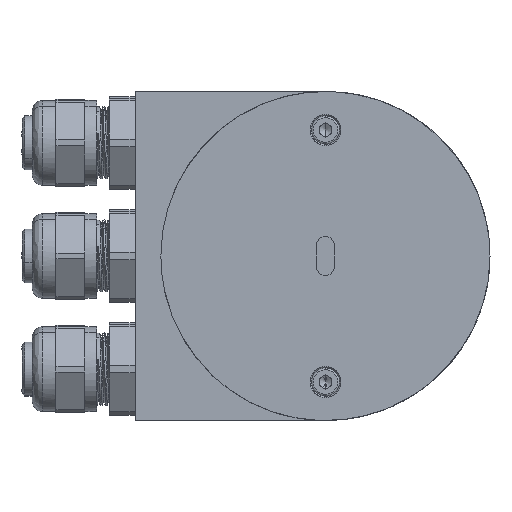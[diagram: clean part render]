
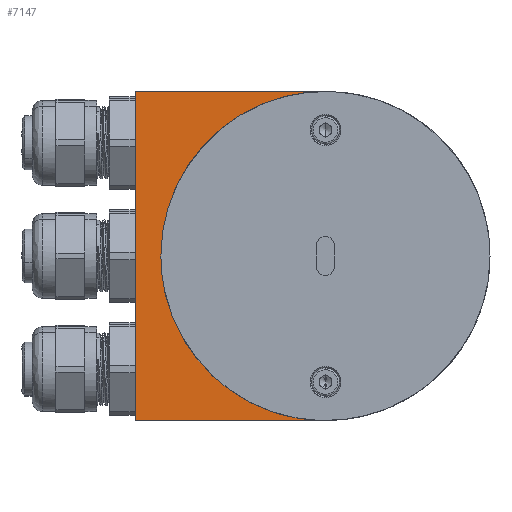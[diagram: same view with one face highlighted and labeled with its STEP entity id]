
A CAD part, front view. The second image highlights one B-rep face of the part: STEP entity #7147.
In plain terms, the highlighted planar face has unit normal (0, -1, 0).
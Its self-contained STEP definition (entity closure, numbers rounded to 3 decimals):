
#507 = CARTESIAN_POINT ( 'NONE',  ( -67.456, -33.651, -2.101 ) ) ;
#774 = CARTESIAN_POINT ( 'NONE',  ( -49.643, -33.651, -28.76 ) ) ;
#2838 = CARTESIAN_POINT ( 'NONE',  ( -72.456, -33.651, 10.667 ) ) ;
#3097 = CARTESIAN_POINT ( 'NONE',  ( -72.456, -33.651, 32. ) ) ;
#3395 = CARTESIAN_POINT ( 'NONE',  ( -56.598, -33.651, 24.113 ) ) ;
#5063 = CARTESIAN_POINT ( 'NONE',  ( -67.251, -33.651, -4.182 ) ) ;
#7147 = ADVANCED_FACE ( 'NONE', ( #45086 ), #32338, .T. ) ;
#11167 = VERTEX_POINT ( 'NONE', #32024 ) ;
#11672 = DIRECTION ( 'NONE',  ( 0., -1., 0. ) ) ;
#12119 = CARTESIAN_POINT ( 'NONE',  ( -63.23, -33.651, -16.032 ) ) ;
#12250 = VERTEX_POINT ( 'NONE', #30484 ) ;
#12315 = CARTESIAN_POINT ( 'NONE',  ( -66.432, -33.651, 8.303 ) ) ;
#14924 = ORIENTED_EDGE ( 'NONE', *, *, #33922, .T. ) ;
#15551 = CARTESIAN_POINT ( 'NONE',  ( -72.456, -33.651, -10.667 ) ) ;
#15860 = CARTESIAN_POINT ( 'NONE',  ( -65.824, -33.651, 10.305 ) ) ;
#16398 = CARTESIAN_POINT ( 'NONE',  ( -54.981, -33.651, 25.44 ) ) ;
#16749 = CARTESIAN_POINT ( 'NONE',  ( -60.896, -33.651, -19.525 ) ) ;
#19795 = CARTESIAN_POINT ( 'NONE',  ( -47.79, -33.651, 32. ) ) ;
#19938 = VERTEX_POINT ( 'NONE', #52814 ) ;
#19952 = CARTESIAN_POINT ( 'NONE',  ( -35.456, -33.651, 32. ) ) ;
#19998 = EDGE_LOOP ( 'NONE', ( #27816, #14924, #26972, #30239, #29335 ) ) ;
#20022 = CARTESIAN_POINT ( 'NONE',  ( -35.456, -33.651, -32. ) ) ;
#20190 = B_SPLINE_CURVE_WITH_KNOTS ( 'NONE', 3,
 ( #44947, #24032, #40613, #12315, #15860, #36045, #32460, #52537, #53316, #3395, #16398, #53053, #33005, #49008, #31937, #44148, #40079, #19952 ),
 .UNSPECIFIED., .F., .F.,
 ( 4, 2, 2, 2, 2, 2, 2, 2, 4 ),
 ( 0., 0.125, 0.25, 0.375, 0.5, 0.625, 0.75, 0.875, 1. ),
 .UNSPECIFIED. ) ;
#20517 = CARTESIAN_POINT ( 'NONE',  ( -47.79, -33.651, -32. ) ) ;
#21117 = CARTESIAN_POINT ( 'NONE',  ( -67.456, -33.651, 0. ) ) ;
#21361 = B_SPLINE_CURVE_WITH_KNOTS ( 'NONE', 3,
 ( #40302, #2838, #15551, #48428 ),
 .UNSPECIFIED., .F., .F.,
 ( 4, 4 ),
 ( 0., 1. ),
 .UNSPECIFIED. ) ;
#21644 = CARTESIAN_POINT ( 'NONE',  ( -56.598, -33.651, -24.113 ) ) ;
#23865 = CARTESIAN_POINT ( 'NONE',  ( -72.456, -33.651, 32. ) ) ;
#24032 = CARTESIAN_POINT ( 'NONE',  ( -67.456, -33.651, 2.101 ) ) ;
#24413 = CARTESIAN_POINT ( 'NONE',  ( -35.456, -33.651, 32. ) ) ;
#24598 = CARTESIAN_POINT ( 'NONE',  ( -72.456, -33.651, -32. ) ) ;
#24924 = CARTESIAN_POINT ( 'NONE',  ( -59.569, -33.651, -21.142 ) ) ;
#26972 = ORIENTED_EDGE ( 'NONE', *, *, #36546, .T. ) ;
#27816 = ORIENTED_EDGE ( 'NONE', *, *, #36191, .T. ) ;
#29335 = ORIENTED_EDGE ( 'NONE', *, *, #38667, .T. ) ;
#29536 = CARTESIAN_POINT ( 'NONE',  ( -66.431, -33.651, -8.303 ) ) ;
#30239 = ORIENTED_EDGE ( 'NONE', *, *, #48819, .T. ) ;
#30484 = CARTESIAN_POINT ( 'NONE',  ( -35.456, -33.651, -32. ) ) ;
#31281 = B_SPLINE_CURVE_WITH_KNOTS ( 'NONE', 3,
 ( #24598, #36335, #20517, #48761 ),
 .UNSPECIFIED., .F., .F.,
 ( 4, 4 ),
 ( 0., 1. ),
 .UNSPECIFIED. ) ;
#31937 = CARTESIAN_POINT ( 'NONE',  ( -43.76, -33.651, 30.975 ) ) ;
#32024 = CARTESIAN_POINT ( 'NONE',  ( -67.456, -33.651, 0. ) ) ;
#32338 = PLANE ( 'NONE',  #44010 ) ;
#32460 = CARTESIAN_POINT ( 'NONE',  ( -63.23, -33.651, 16.031 ) ) ;
#33005 = CARTESIAN_POINT ( 'NONE',  ( -49.643, -33.651, 28.76 ) ) ;
#33434 = B_SPLINE_CURVE_WITH_KNOTS ( 'NONE', 3,
 ( #20022, #33895, #49335, #37180, #41232, #774, #50118, #50386, #21644, #24924, #16749, #12119, #33626, #53661, #29536, #5063, #507, #21117 ),
 .UNSPECIFIED., .F., .F.,
 ( 4, 2, 2, 2, 2, 2, 2, 2, 4 ),
 ( 0., 0.125, 0.25, 0.375, 0.5, 0.625, 0.75, 0.875, 1. ),
 .UNSPECIFIED. ) ;
#33626 = CARTESIAN_POINT ( 'NONE',  ( -64.216, -33.651, -14.187 ) ) ;
#33895 = CARTESIAN_POINT ( 'NONE',  ( -37.557, -33.651, -32. ) ) ;
#33922 = EDGE_CURVE ( 'NONE', #12250, #11167, #33434, .T. ) ;
#36045 = CARTESIAN_POINT ( 'NONE',  ( -64.216, -33.651, 14.187 ) ) ;
#36151 = CARTESIAN_POINT ( 'NONE',  ( -60.123, -33.651, 32. ) ) ;
#36191 = EDGE_CURVE ( 'NONE', #47234, #12250, #31281, .T. ) ;
#36335 = CARTESIAN_POINT ( 'NONE',  ( -60.123, -33.651, -32. ) ) ;
#36546 = EDGE_CURVE ( 'NONE', #11167, #19938, #20190, .T. ) ;
#37180 = CARTESIAN_POINT ( 'NONE',  ( -43.76, -33.651, -30.975 ) ) ;
#38613 = VERTEX_POINT ( 'NONE', #3097 ) ;
#38667 = EDGE_CURVE ( 'NONE', #38613, #47234, #21361, .T. ) ;
#40079 = CARTESIAN_POINT ( 'NONE',  ( -37.558, -33.651, 32. ) ) ;
#40302 = CARTESIAN_POINT ( 'NONE',  ( -72.456, -33.651, 32. ) ) ;
#40613 = CARTESIAN_POINT ( 'NONE',  ( -67.251, -33.651, 4.182 ) ) ;
#41044 = CARTESIAN_POINT ( 'NONE',  ( -72.456, -33.651, -32. ) ) ;
#41232 = CARTESIAN_POINT ( 'NONE',  ( -45.761, -33.651, -30.368 ) ) ;
#44010 = AXIS2_PLACEMENT_3D ( 'NONE', #48885, #11672, #53199 ) ;
#44148 = CARTESIAN_POINT ( 'NONE',  ( -39.639, -33.651, 31.795 ) ) ;
#44947 = CARTESIAN_POINT ( 'NONE',  ( -67.456, -33.651, 0. ) ) ;
#45086 = FACE_OUTER_BOUND ( 'NONE', #19998, .T. ) ;
#47234 = VERTEX_POINT ( 'NONE', #41044 ) ;
#47461 = B_SPLINE_CURVE_WITH_KNOTS ( 'NONE', 3,
 ( #24413, #19795, #36151, #23865 ),
 .UNSPECIFIED., .F., .F.,
 ( 4, 4 ),
 ( 0., 1. ),
 .UNSPECIFIED. ) ;
#48428 = CARTESIAN_POINT ( 'NONE',  ( -72.456, -33.651, -32. ) ) ;
#48761 = CARTESIAN_POINT ( 'NONE',  ( -35.456, -33.651, -32. ) ) ;
#48819 = EDGE_CURVE ( 'NONE', #19938, #38613, #47461, .T. ) ;
#48885 = CARTESIAN_POINT ( 'NONE',  ( -35.456, -33.651, 32. ) ) ;
#49008 = CARTESIAN_POINT ( 'NONE',  ( -45.761, -33.651, 30.368 ) ) ;
#49335 = CARTESIAN_POINT ( 'NONE',  ( -39.639, -33.651, -31.795 ) ) ;
#50118 = CARTESIAN_POINT ( 'NONE',  ( -51.488, -33.651, -27.774 ) ) ;
#50386 = CARTESIAN_POINT ( 'NONE',  ( -54.981, -33.651, -25.44 ) ) ;
#52537 = CARTESIAN_POINT ( 'NONE',  ( -60.896, -33.651, 19.525 ) ) ;
#52814 = CARTESIAN_POINT ( 'NONE',  ( -35.456, -33.651, 32. ) ) ;
#53053 = CARTESIAN_POINT ( 'NONE',  ( -51.488, -33.651, 27.774 ) ) ;
#53199 = DIRECTION ( 'NONE',  ( 0., 0., -1. ) ) ;
#53316 = CARTESIAN_POINT ( 'NONE',  ( -59.569, -33.651, 21.142 ) ) ;
#53661 = CARTESIAN_POINT ( 'NONE',  ( -65.824, -33.651, -10.305 ) ) ;
